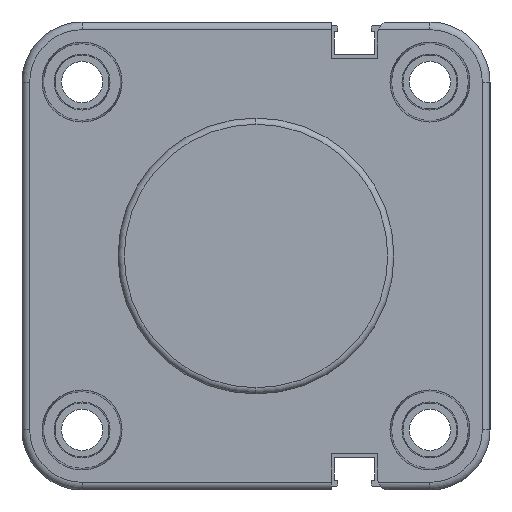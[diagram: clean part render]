
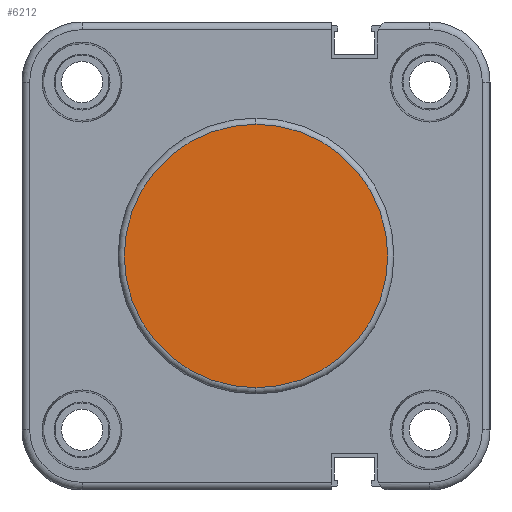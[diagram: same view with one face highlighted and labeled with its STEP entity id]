
A CAD part, left-side view. The second image highlights one B-rep face of the part: STEP entity #6212.
In plain terms, the highlighted planar face has unit normal (-1, 0, 0).
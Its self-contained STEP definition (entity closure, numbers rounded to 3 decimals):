
#17 = ORIENTED_EDGE ( 'NONE', *, *, #15452, .T. ) ;
#249 = CARTESIAN_POINT ( 'NONE',  ( -37.136, 59.863, 87.892 ) ) ;
#1103 = DIRECTION ( 'NONE',  ( 0., 0., 1. ) ) ;
#1258 = DIRECTION ( 'NONE',  ( -1., 0., 0. ) ) ;
#2703 = CARTESIAN_POINT ( 'NONE',  ( -37.136, 59.863, 66.492 ) ) ;
#5375 = CIRCLE ( 'NONE', #22600, 21.4 ) ;
#5709 = EDGE_LOOP ( 'NONE', ( #22372, #17 ) ) ;
#6212 = ADVANCED_FACE ( 'NONE', ( #11038 ), #15700, .T. ) ;
#8432 = DIRECTION ( 'NONE',  ( 0., 0., 1. ) ) ;
#11038 = FACE_OUTER_BOUND ( 'NONE', #5709, .T. ) ;
#11554 = AXIS2_PLACEMENT_3D ( 'NONE', #22644, #24600, #8432 ) ;
#12049 = CIRCLE ( 'NONE', #11554, 21.4 ) ;
#12307 = VERTEX_POINT ( 'NONE', #249 ) ;
#15452 = EDGE_CURVE ( 'NONE', #19188, #12307, #5375, .T. ) ;
#15700 = PLANE ( 'NONE',  #29982 ) ;
#16475 = DIRECTION ( 'NONE',  ( 0., 0., 1. ) ) ;
#18015 = EDGE_CURVE ( 'NONE', #12307, #19188, #12049, .T. ) ;
#19188 = VERTEX_POINT ( 'NONE', #27024 ) ;
#22372 = ORIENTED_EDGE ( 'NONE', *, *, #18015, .T. ) ;
#22600 = AXIS2_PLACEMENT_3D ( 'NONE', #22694, #1258, #1103 ) ;
#22644 = CARTESIAN_POINT ( 'NONE',  ( -37.136, 59.863, 66.492 ) ) ;
#22694 = CARTESIAN_POINT ( 'NONE',  ( -37.136, 59.863, 66.492 ) ) ;
#23522 = DIRECTION ( 'NONE',  ( -1., 0., 0. ) ) ;
#24600 = DIRECTION ( 'NONE',  ( -1., 0., 0. ) ) ;
#27024 = CARTESIAN_POINT ( 'NONE',  ( -37.136, 59.863, 45.092 ) ) ;
#29982 = AXIS2_PLACEMENT_3D ( 'NONE', #2703, #23522, #16475 ) ;
